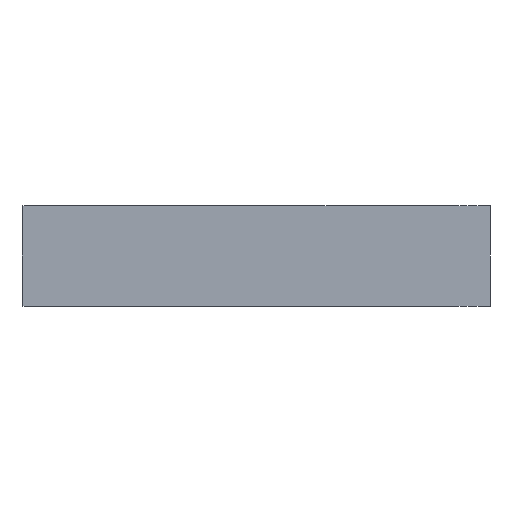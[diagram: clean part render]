
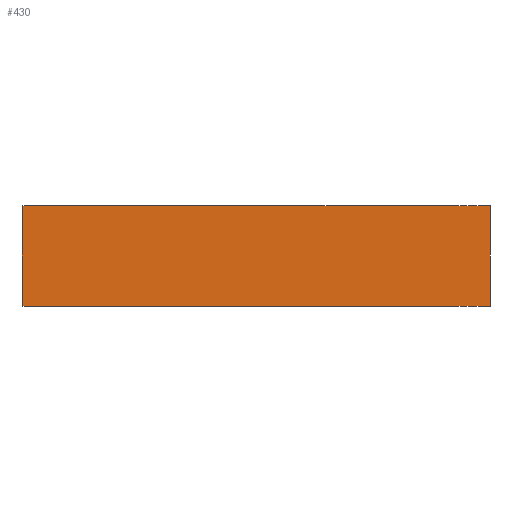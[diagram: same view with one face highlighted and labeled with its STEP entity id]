
A CAD part, front view. The second image highlights one B-rep face of the part: STEP entity #430.
In plain terms, the highlighted planar face has unit normal (0, -1, 0).
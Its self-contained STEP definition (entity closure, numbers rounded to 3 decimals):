
#31 = EDGE_CURVE ( 'NONE', #649, #769, #1073, .T. ) ;
#83 = PLANE ( 'NONE',  #1030 ) ;
#176 = CARTESIAN_POINT ( 'NONE',  ( -28., 0., 6. ) ) ;
#179 = CARTESIAN_POINT ( 'NONE',  ( -28., 0., 0. ) ) ;
#204 = DIRECTION ( 'NONE',  ( 1., 0., 0. ) ) ;
#221 = CARTESIAN_POINT ( 'NONE',  ( -28., 0., 6. ) ) ;
#318 = CARTESIAN_POINT ( 'NONE',  ( 0., 0., 6. ) ) ;
#369 = ORIENTED_EDGE ( 'NONE', *, *, #512, .F. ) ;
#430 = ADVANCED_FACE ( 'NONE', ( #1122 ), #83, .F. ) ;
#466 = EDGE_CURVE ( 'NONE', #1436, #918, #1500, .T. ) ;
#512 = EDGE_CURVE ( 'NONE', #769, #918, #802, .T. ) ;
#515 = EDGE_LOOP ( 'NONE', ( #1237, #369, #875, #714 ) ) ;
#580 = VECTOR ( 'NONE', #1088, 1000. ) ;
#649 = VERTEX_POINT ( 'NONE', #221 ) ;
#653 = LINE ( 'NONE', #1492, #1506 ) ;
#659 = DIRECTION ( 'NONE',  ( 0., 0., -1. ) ) ;
#714 = ORIENTED_EDGE ( 'NONE', *, *, #907, .T. ) ;
#755 = CARTESIAN_POINT ( 'NONE',  ( -28., 0., 6. ) ) ;
#769 = VERTEX_POINT ( 'NONE', #1332 ) ;
#778 = DIRECTION ( 'NONE',  ( 0., 1., 0. ) ) ;
#784 = DIRECTION ( 'NONE',  ( 0., 0., 1. ) ) ;
#793 = VECTOR ( 'NONE', #659, 1000. ) ;
#802 = LINE ( 'NONE', #318, #793 ) ;
#875 = ORIENTED_EDGE ( 'NONE', *, *, #31, .F. ) ;
#882 = CARTESIAN_POINT ( 'NONE',  ( 0., 0., 0. ) ) ;
#897 = CARTESIAN_POINT ( 'NONE',  ( -28., 0., 0. ) ) ;
#907 = EDGE_CURVE ( 'NONE', #649, #1436, #653, .T. ) ;
#918 = VERTEX_POINT ( 'NONE', #882 ) ;
#1004 = VECTOR ( 'NONE', #204, 1000. ) ;
#1030 = AXIS2_PLACEMENT_3D ( 'NONE', #176, #778, #784 ) ;
#1073 = LINE ( 'NONE', #755, #580 ) ;
#1088 = DIRECTION ( 'NONE',  ( 1., 0., 0. ) ) ;
#1122 = FACE_OUTER_BOUND ( 'NONE', #515, .T. ) ;
#1237 = ORIENTED_EDGE ( 'NONE', *, *, #466, .T. ) ;
#1332 = CARTESIAN_POINT ( 'NONE',  ( 0., 0., 6. ) ) ;
#1356 = DIRECTION ( 'NONE',  ( 0., 0., -1. ) ) ;
#1436 = VERTEX_POINT ( 'NONE', #179 ) ;
#1492 = CARTESIAN_POINT ( 'NONE',  ( -28., 0., 6. ) ) ;
#1500 = LINE ( 'NONE', #897, #1004 ) ;
#1506 = VECTOR ( 'NONE', #1356, 1000. ) ;
